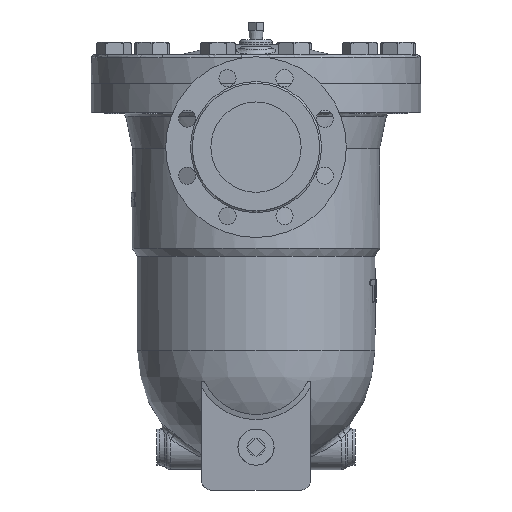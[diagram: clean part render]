
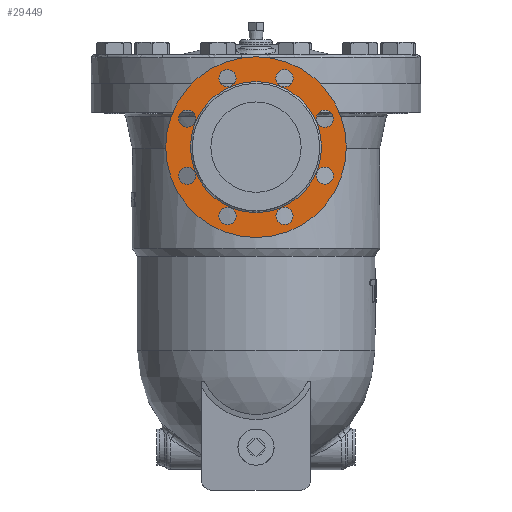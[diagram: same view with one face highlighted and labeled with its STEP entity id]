
A CAD part, left-side view. The second image highlights one B-rep face of the part: STEP entity #29449.
In plain terms, the highlighted planar face has unit normal (-1, 0, 0).
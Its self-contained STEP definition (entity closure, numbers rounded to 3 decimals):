
#29310=CARTESIAN_POINT('',(-249.0,0.0,30.));
#29311=VERTEX_POINT('',#29310);
#29312=CARTESIAN_POINT('',(-249.,0.0,-70.));
#29313=DIRECTION('',(-1.0,0.0,0.0));
#29314=DIRECTION('',(0.0,0.0,1.0));
#29315=AXIS2_PLACEMENT_3D('',#29312,#29313,#29314);
#29316=CIRCLE('',#29315,100.0);
#29317=EDGE_CURVE('',#29311,#29311,#29316,.T.);
#29342=CARTESIAN_POINT('',(-249.0,0.0,15.25));
#29343=DIRECTION('',(-1.0,0.0,0.0));
#29344=DIRECTION('',(0.0,0.0,1.0));
#29345=AXIS2_PLACEMENT_3D('',#29342,#29343,#29344);
#29346=PLANE('',#29345);
#29347=ORIENTED_EDGE('',*,*,#29317,.T.);
#29348=EDGE_LOOP('',(#29347));
#29349=FACE_OUTER_BOUND('',#29348,.T.);
#29350=CARTESIAN_POINT('',(-249.0,-38.289,12.938));
#29351=VERTEX_POINT('',#29350);
#29352=CARTESIAN_POINT('',(-249.0,-31.571,6.22));
#29353=DIRECTION('',(1.0,0.,0.));
#29354=DIRECTION('',(0.,-0.707,0.707));
#29355=AXIS2_PLACEMENT_3D('',#29352,#29353,#29354);
#29356=CIRCLE('',#29355,9.5);
#29357=EDGE_CURVE('',#29351,#29351,#29356,.T.);
#29358=ORIENTED_EDGE('',*,*,#29357,.T.);
#29359=EDGE_LOOP('',(#29358));
#29360=FACE_BOUND('',#29359,.T.);
#29361=CARTESIAN_POINT('',(-249.0,-85.72,-38.429));
#29362=VERTEX_POINT('',#29361);
#29363=CARTESIAN_POINT('',(-249.0,-76.22,-38.429));
#29364=DIRECTION('',(1.0,0.0,0.0));
#29365=DIRECTION('',(0.0,-1.0,0.0));
#29366=AXIS2_PLACEMENT_3D('',#29363,#29364,#29365);
#29367=CIRCLE('',#29366,9.5);
#29368=EDGE_CURVE('',#29362,#29362,#29367,.T.);
#29369=ORIENTED_EDGE('',*,*,#29368,.T.);
#29370=EDGE_LOOP('',(#29369));
#29371=FACE_BOUND('',#29370,.T.);
#29372=CARTESIAN_POINT('',(-249.0,-82.938,-108.289));
#29373=VERTEX_POINT('',#29372);
#29374=CARTESIAN_POINT('',(-249.0,-76.22,-101.571));
#29375=DIRECTION('',(1.0,0.,0.));
#29376=DIRECTION('',(0.,-0.707,-0.707));
#29377=AXIS2_PLACEMENT_3D('',#29374,#29375,#29376);
#29378=CIRCLE('',#29377,9.5);
#29379=EDGE_CURVE('',#29373,#29373,#29378,.T.);
#29380=ORIENTED_EDGE('',*,*,#29379,.T.);
#29381=EDGE_LOOP('',(#29380));
#29382=FACE_BOUND('',#29381,.T.);
#29383=CARTESIAN_POINT('',(-249.0,85.72,-101.571));
#29384=VERTEX_POINT('',#29383);
#29385=CARTESIAN_POINT('',(-249.0,76.22,-101.571));
#29386=DIRECTION('',(1.0,0.0,0.0));
#29387=DIRECTION('',(0.0,1.0,0.0));
#29388=AXIS2_PLACEMENT_3D('',#29385,#29386,#29387);
#29389=CIRCLE('',#29388,9.5);
#29390=EDGE_CURVE('',#29384,#29384,#29389,.T.);
#29391=ORIENTED_EDGE('',*,*,#29390,.T.);
#29392=EDGE_LOOP('',(#29391));
#29393=FACE_BOUND('',#29392,.T.);
#29394=CARTESIAN_POINT('',(-249.0,82.938,-31.711));
#29395=VERTEX_POINT('',#29394);
#29396=CARTESIAN_POINT('',(-249.0,76.22,-38.429));
#29397=DIRECTION('',(1.,0.,0.));
#29398=DIRECTION('',(0.,0.707,0.707));
#29399=AXIS2_PLACEMENT_3D('',#29396,#29397,#29398);
#29400=CIRCLE('',#29399,9.5);
#29401=EDGE_CURVE('',#29395,#29395,#29400,.T.);
#29402=ORIENTED_EDGE('',*,*,#29401,.T.);
#29403=EDGE_LOOP('',(#29402));
#29404=FACE_BOUND('',#29403,.T.);
#29405=CARTESIAN_POINT('',(-249.0,31.571,15.72));
#29406=VERTEX_POINT('',#29405);
#29407=CARTESIAN_POINT('',(-249.0,31.571,6.22));
#29408=DIRECTION('',(1.0,0.0,0.0));
#29409=DIRECTION('',(0.0,0.0,1.0));
#29410=AXIS2_PLACEMENT_3D('',#29407,#29408,#29409);
#29411=CIRCLE('',#29410,9.5);
#29412=EDGE_CURVE('',#29406,#29406,#29411,.T.);
#29413=ORIENTED_EDGE('',*,*,#29412,.T.);
#29414=EDGE_LOOP('',(#29413));
#29415=FACE_BOUND('',#29414,.T.);
#29416=CARTESIAN_POINT('',(-249.0,0.0,2.5));
#29417=VERTEX_POINT('',#29416);
#29418=CARTESIAN_POINT('',(-249.,0.0,-70.));
#29419=DIRECTION('',(-1.0,0.0,0.0));
#29420=DIRECTION('',(0.0,0.0,-1.0));
#29421=AXIS2_PLACEMENT_3D('',#29418,#29419,#29420);
#29422=CIRCLE('',#29421,72.5);
#29423=EDGE_CURVE('',#29417,#29417,#29422,.T.);
#29424=ORIENTED_EDGE('',*,*,#29423,.F.);
#29425=EDGE_LOOP('',(#29424));
#29426=FACE_BOUND('',#29425,.T.);
#29427=CARTESIAN_POINT('',(-249.0,-31.571,-155.72));
#29428=VERTEX_POINT('',#29427);
#29429=CARTESIAN_POINT('',(-249.0,-31.571,-146.22));
#29430=DIRECTION('',(1.0,0.0,0.0));
#29431=DIRECTION('',(0.0,0.0,-1.0));
#29432=AXIS2_PLACEMENT_3D('',#29429,#29430,#29431);
#29433=CIRCLE('',#29432,9.5);
#29434=EDGE_CURVE('',#29428,#29428,#29433,.T.);
#29435=ORIENTED_EDGE('',*,*,#29434,.T.);
#29436=EDGE_LOOP('',(#29435));
#29437=FACE_BOUND('',#29436,.T.);
#29438=CARTESIAN_POINT('',(-249.0,38.289,-152.938));
#29439=VERTEX_POINT('',#29438);
#29440=CARTESIAN_POINT('',(-249.0,31.571,-146.22));
#29441=DIRECTION('',(1.,0.,0.));
#29442=DIRECTION('',(0.,0.707,-0.707));
#29443=AXIS2_PLACEMENT_3D('',#29440,#29441,#29442);
#29444=CIRCLE('',#29443,9.5);
#29445=EDGE_CURVE('',#29439,#29439,#29444,.T.);
#29446=ORIENTED_EDGE('',*,*,#29445,.T.);
#29447=EDGE_LOOP('',(#29446));
#29448=FACE_BOUND('',#29447,.T.);
#29449=ADVANCED_FACE('',(#29349,#29360,#29371,#29382,#29393,#29404,#29415,#29426,#29437,#29448),#29346,.T.);
